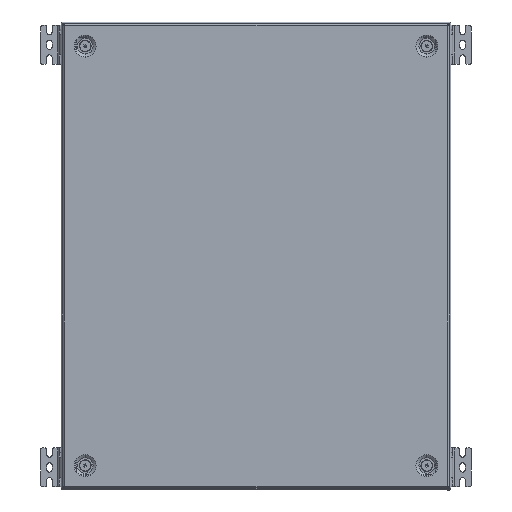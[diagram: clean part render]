
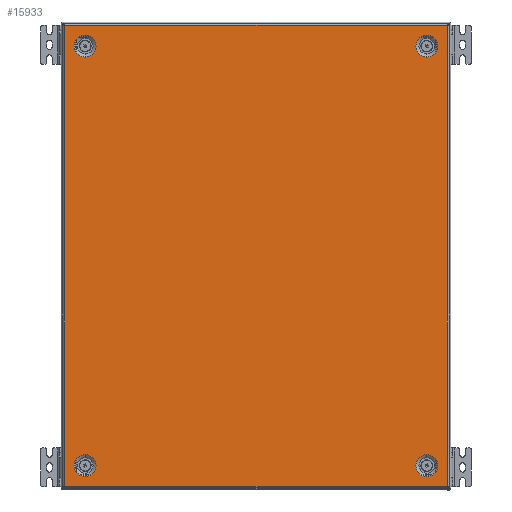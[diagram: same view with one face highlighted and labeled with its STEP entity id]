
A CAD part, top view. The second image highlights one B-rep face of the part: STEP entity #15933.
In plain terms, the highlighted planar face has unit normal (0, 0, 1).
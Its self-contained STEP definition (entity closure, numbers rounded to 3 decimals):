
#431 = DIRECTION ( 'NONE',  ( 1., 0., 0. ) ) ;
#851 = VERTEX_POINT ( 'NONE', #26502 ) ;
#1201 = CARTESIAN_POINT ( 'NONE',  ( 0., 0., 0. ) ) ;
#1312 = VERTEX_POINT ( 'NONE', #23045 ) ;
#1718 = EDGE_CURVE ( 'NONE', #8481, #1312, #17383, .T. ) ;
#1837 = LINE ( 'NONE', #17527, #17168 ) ;
#1950 = CIRCLE ( 'NONE', #18647, 14. ) ;
#2080 = DIRECTION ( 'NONE',  ( -1., 0., 0. ) ) ;
#2336 = LINE ( 'NONE', #17871, #20763 ) ;
#2543 = AXIS2_PLACEMENT_3D ( 'NONE', #4565, #26656, #10672 ) ;
#2622 = DIRECTION ( 'NONE',  ( 0., 0., 1. ) ) ;
#2806 = EDGE_LOOP ( 'NONE', ( #26275, #19422 ) ) ;
#2911 = DIRECTION ( 'NONE',  ( 0., -1., 0. ) ) ;
#2913 = CARTESIAN_POINT ( 'NONE',  ( 219., 269., 0. ) ) ;
#3110 = VERTEX_POINT ( 'NONE', #25464 ) ;
#3288 = ORIENTED_EDGE ( 'NONE', *, *, #19718, .T. ) ;
#3385 = FACE_BOUND ( 'NONE', #6265, .T. ) ;
#3449 = EDGE_CURVE ( 'NONE', #7779, #13869, #7670, .T. ) ;
#3651 = VECTOR ( 'NONE', #26254, 1000. ) ;
#3664 = AXIS2_PLACEMENT_3D ( 'NONE', #1201, #23589, #27819 ) ;
#3714 = CARTESIAN_POINT ( 'NONE',  ( 219., -255., 0. ) ) ;
#3741 = CARTESIAN_POINT ( 'NONE',  ( 219., -269., 0. ) ) ;
#3777 = DIRECTION ( 'NONE',  ( -1., 0., 0. ) ) ;
#3878 = EDGE_LOOP ( 'NONE', ( #17287, #26599 ) ) ;
#4261 = VERTEX_POINT ( 'NONE', #18054 ) ;
#4565 = CARTESIAN_POINT ( 'NONE',  ( 219., 269., 0. ) ) ;
#4629 = DIRECTION ( 'NONE',  ( -1., 0., 0. ) ) ;
#4846 = CARTESIAN_POINT ( 'NONE',  ( 219., 255., 0. ) ) ;
#5172 = EDGE_CURVE ( 'NONE', #21390, #12332, #8150, .T. ) ;
#5456 = FACE_BOUND ( 'NONE', #3878, .T. ) ;
#5719 = CIRCLE ( 'NONE', #12650, 14. ) ;
#5785 = EDGE_CURVE ( 'NONE', #16513, #8481, #25006, .T. ) ;
#5873 = EDGE_CURVE ( 'NONE', #28122, #8951, #5719, .T. ) ;
#6265 = EDGE_LOOP ( 'NONE', ( #13318, #26293 ) ) ;
#6287 = EDGE_CURVE ( 'NONE', #3110, #21390, #27868, .T. ) ;
#6910 = EDGE_CURVE ( 'NONE', #4261, #28369, #11397, .T. ) ;
#6980 = CARTESIAN_POINT ( 'NONE',  ( -219., -283., 0. ) ) ;
#7166 = CARTESIAN_POINT ( 'NONE',  ( -245.793, -295.5, 0. ) ) ;
#7670 = LINE ( 'NONE', #21152, #22341 ) ;
#7779 = VERTEX_POINT ( 'NONE', #10348 ) ;
#7989 = CARTESIAN_POINT ( 'NONE',  ( 219., -283., 0. ) ) ;
#8150 = LINE ( 'NONE', #24129, #17346 ) ;
#8380 = CIRCLE ( 'NONE', #19495, 14. ) ;
#8481 = VERTEX_POINT ( 'NONE', #18689 ) ;
#8520 = VECTOR ( 'NONE', #27731, 1000. ) ;
#8548 = DIRECTION ( 'NONE',  ( 1., 0., 0. ) ) ;
#8951 = VERTEX_POINT ( 'NONE', #7989 ) ;
#9810 = FACE_BOUND ( 'NONE', #16806, .T. ) ;
#9894 = ORIENTED_EDGE ( 'NONE', *, *, #18989, .T. ) ;
#9972 = EDGE_CURVE ( 'NONE', #18710, #15857, #1950, .T. ) ;
#10147 = DIRECTION ( 'NONE',  ( 0., 0., 1. ) ) ;
#10227 = CARTESIAN_POINT ( 'NONE',  ( -219., -255., 0. ) ) ;
#10348 = CARTESIAN_POINT ( 'NONE',  ( 245.4, -295.5, 0. ) ) ;
#10672 = DIRECTION ( 'NONE',  ( -1., 0., 0. ) ) ;
#10716 = DIRECTION ( 'NONE',  ( 0., 1., 0. ) ) ;
#10813 = CARTESIAN_POINT ( 'NONE',  ( -219., 269., 0. ) ) ;
#10863 = AXIS2_PLACEMENT_3D ( 'NONE', #3741, #10147, #8548 ) ;
#11251 = DIRECTION ( 'NONE',  ( 1., 0., 0. ) ) ;
#11258 = EDGE_CURVE ( 'NONE', #15857, #18710, #19717, .T. ) ;
#11281 = VECTOR ( 'NONE', #2911, 1000. ) ;
#11397 = CIRCLE ( 'NONE', #2543, 14. ) ;
#11500 = DIRECTION ( 'NONE',  ( 0., 0., 1. ) ) ;
#11902 = ORIENTED_EDGE ( 'NONE', *, *, #6287, .T. ) ;
#12114 = PLANE ( 'NONE',  #3664 ) ;
#12231 = EDGE_CURVE ( 'NONE', #851, #27243, #21628, .T. ) ;
#12241 = FACE_BOUND ( 'NONE', #2806, .T. ) ;
#12332 = VERTEX_POINT ( 'NONE', #18861 ) ;
#12650 = AXIS2_PLACEMENT_3D ( 'NONE', #25701, #14612, #23523 ) ;
#12729 = AXIS2_PLACEMENT_3D ( 'NONE', #13735, #24540, #4629 ) ;
#13280 = ORIENTED_EDGE ( 'NONE', *, *, #25235, .F. ) ;
#13318 = ORIENTED_EDGE ( 'NONE', *, *, #22376, .F. ) ;
#13735 = CARTESIAN_POINT ( 'NONE',  ( -219., -269., 0. ) ) ;
#13869 = VERTEX_POINT ( 'NONE', #16798 ) ;
#14612 = DIRECTION ( 'NONE',  ( 0., 0., 1. ) ) ;
#15227 = CARTESIAN_POINT ( 'NONE',  ( -219., 255., 0. ) ) ;
#15842 = DIRECTION ( 'NONE',  ( 1., 0., 0. ) ) ;
#15857 = VERTEX_POINT ( 'NONE', #10227 ) ;
#15933 = ADVANCED_FACE ( 'NONE', ( #20856, #3385, #12241, #5456, #9810 ), #12114, .T. ) ;
#16490 = AXIS2_PLACEMENT_3D ( 'NONE', #20352, #2622, #431 ) ;
#16513 = VERTEX_POINT ( 'NONE', #19176 ) ;
#16798 = CARTESIAN_POINT ( 'NONE',  ( 245.5, -295.5, 0. ) ) ;
#16806 = EDGE_LOOP ( 'NONE', ( #21812, #26858 ) ) ;
#17168 = VECTOR ( 'NONE', #10716, 1000. ) ;
#17195 = DIRECTION ( 'NONE',  ( 0., 0., 1. ) ) ;
#17287 = ORIENTED_EDGE ( 'NONE', *, *, #9972, .F. ) ;
#17346 = VECTOR ( 'NONE', #3777, 1000. ) ;
#17383 = LINE ( 'NONE', #23933, #3651 ) ;
#17527 = CARTESIAN_POINT ( 'NONE',  ( 245.5, -295.793, 0. ) ) ;
#17640 = EDGE_CURVE ( 'NONE', #27243, #851, #8380, .T. ) ;
#17871 = CARTESIAN_POINT ( 'NONE',  ( -247.5, 295.5, 0. ) ) ;
#17923 = CIRCLE ( 'NONE', #26783, 14. ) ;
#18054 = CARTESIAN_POINT ( 'NONE',  ( 219., 283., 0. ) ) ;
#18416 = ORIENTED_EDGE ( 'NONE', *, *, #5785, .T. ) ;
#18455 = CARTESIAN_POINT ( 'NONE',  ( -245.5, 295.793, 0. ) ) ;
#18471 = LINE ( 'NONE', #7166, #21841 ) ;
#18647 = AXIS2_PLACEMENT_3D ( 'NONE', #22148, #21992, #2080 ) ;
#18689 = CARTESIAN_POINT ( 'NONE',  ( -245.5, -295.5, 0. ) ) ;
#18710 = VERTEX_POINT ( 'NONE', #6980 ) ;
#18826 = CARTESIAN_POINT ( 'NONE',  ( 245.793, 295.5, 0. ) ) ;
#18861 = CARTESIAN_POINT ( 'NONE',  ( -245.4, 295.5, 0. ) ) ;
#18989 = EDGE_CURVE ( 'NONE', #13869, #3110, #1837, .T. ) ;
#19176 = CARTESIAN_POINT ( 'NONE',  ( -245.5, 295.5, 0. ) ) ;
#19422 = ORIENTED_EDGE ( 'NONE', *, *, #25171, .F. ) ;
#19495 = AXIS2_PLACEMENT_3D ( 'NONE', #10813, #17195, #11251 ) ;
#19717 = CIRCLE ( 'NONE', #12729, 14. ) ;
#19718 = EDGE_CURVE ( 'NONE', #1312, #7779, #18471, .T. ) ;
#19957 = ORIENTED_EDGE ( 'NONE', *, *, #1718, .T. ) ;
#20352 = CARTESIAN_POINT ( 'NONE',  ( -219., 269., 0. ) ) ;
#20498 = DIRECTION ( 'NONE',  ( -1., 0., 0. ) ) ;
#20763 = VECTOR ( 'NONE', #24585, 1000. ) ;
#20856 = FACE_OUTER_BOUND ( 'NONE', #25810, .T. ) ;
#21152 = CARTESIAN_POINT ( 'NONE',  ( 247.5, -295.5, 0. ) ) ;
#21390 = VERTEX_POINT ( 'NONE', #26004 ) ;
#21628 = CIRCLE ( 'NONE', #16490, 14. ) ;
#21812 = ORIENTED_EDGE ( 'NONE', *, *, #12231, .F. ) ;
#21841 = VECTOR ( 'NONE', #15842, 1000. ) ;
#21992 = DIRECTION ( 'NONE',  ( 0., 0., 1. ) ) ;
#22148 = CARTESIAN_POINT ( 'NONE',  ( -219., -269., 0. ) ) ;
#22341 = VECTOR ( 'NONE', #23076, 1000. ) ;
#22376 = EDGE_CURVE ( 'NONE', #8951, #28122, #23374, .T. ) ;
#23045 = CARTESIAN_POINT ( 'NONE',  ( -245.4, -295.5, 0. ) ) ;
#23076 = DIRECTION ( 'NONE',  ( 1., 0., 0. ) ) ;
#23374 = CIRCLE ( 'NONE', #10863, 14. ) ;
#23523 = DIRECTION ( 'NONE',  ( 1., 0., 0. ) ) ;
#23589 = DIRECTION ( 'NONE',  ( 0., 0., 1. ) ) ;
#23933 = CARTESIAN_POINT ( 'NONE',  ( -245.793, -295.5, 0. ) ) ;
#24129 = CARTESIAN_POINT ( 'NONE',  ( 245.793, 295.5, 0. ) ) ;
#24540 = DIRECTION ( 'NONE',  ( 0., 0., 1. ) ) ;
#24585 = DIRECTION ( 'NONE',  ( 1., 0., 0. ) ) ;
#25006 = LINE ( 'NONE', #18455, #11281 ) ;
#25076 = ORIENTED_EDGE ( 'NONE', *, *, #3449, .T. ) ;
#25171 = EDGE_CURVE ( 'NONE', #28369, #4261, #17923, .T. ) ;
#25235 = EDGE_CURVE ( 'NONE', #16513, #12332, #2336, .T. ) ;
#25464 = CARTESIAN_POINT ( 'NONE',  ( 245.5, 295.5, 0. ) ) ;
#25523 = ORIENTED_EDGE ( 'NONE', *, *, #5172, .T. ) ;
#25701 = CARTESIAN_POINT ( 'NONE',  ( 219., -269., 0. ) ) ;
#25810 = EDGE_LOOP ( 'NONE', ( #11902, #25523, #13280, #18416, #19957, #3288, #25076, #9894 ) ) ;
#26004 = CARTESIAN_POINT ( 'NONE',  ( 245.4, 295.5, 0. ) ) ;
#26254 = DIRECTION ( 'NONE',  ( 1., 0., 0. ) ) ;
#26275 = ORIENTED_EDGE ( 'NONE', *, *, #6910, .F. ) ;
#26293 = ORIENTED_EDGE ( 'NONE', *, *, #5873, .F. ) ;
#26502 = CARTESIAN_POINT ( 'NONE',  ( -219., 283., 0. ) ) ;
#26599 = ORIENTED_EDGE ( 'NONE', *, *, #11258, .F. ) ;
#26656 = DIRECTION ( 'NONE',  ( 0., 0., 1. ) ) ;
#26783 = AXIS2_PLACEMENT_3D ( 'NONE', #2913, #11500, #20498 ) ;
#26858 = ORIENTED_EDGE ( 'NONE', *, *, #17640, .F. ) ;
#27243 = VERTEX_POINT ( 'NONE', #15227 ) ;
#27731 = DIRECTION ( 'NONE',  ( -1., 0., 0. ) ) ;
#27819 = DIRECTION ( 'NONE',  ( 1., 0., 0. ) ) ;
#27868 = LINE ( 'NONE', #18826, #8520 ) ;
#28122 = VERTEX_POINT ( 'NONE', #3714 ) ;
#28369 = VERTEX_POINT ( 'NONE', #4846 ) ;
